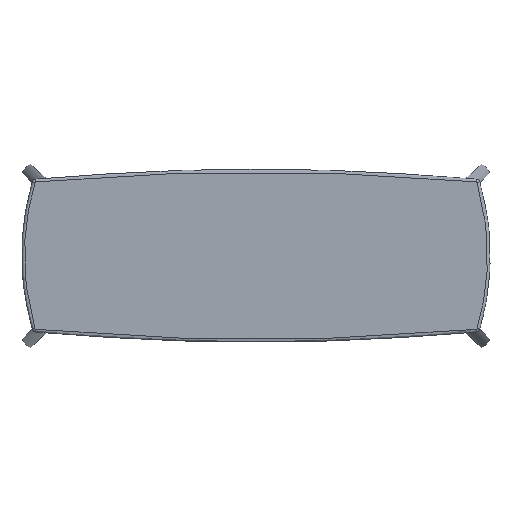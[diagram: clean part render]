
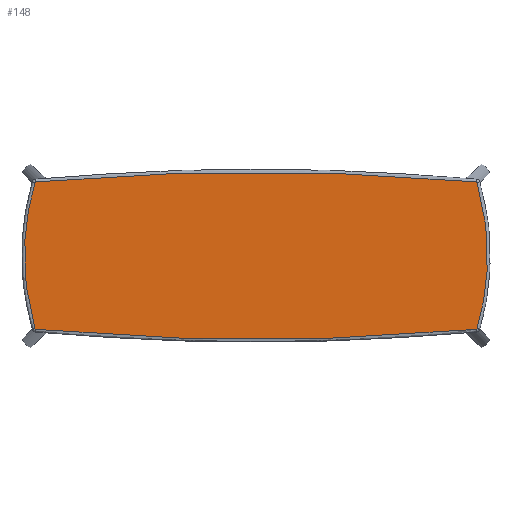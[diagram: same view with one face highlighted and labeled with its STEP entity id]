
A CAD part, top view. The second image highlights one B-rep face of the part: STEP entity #148.
In plain terms, the highlighted planar face has unit normal (0, 0, 1).
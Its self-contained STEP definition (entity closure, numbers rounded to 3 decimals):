
#148=ADVANCED_FACE('',(#266),#1498,.T.);
#266=FACE_OUTER_BOUND('',#384,.T.);
#384=EDGE_LOOP('',(#841,#842,#843,#844,#845,#846,#847,#848));
#841=ORIENTED_EDGE('',*,*,#1119,.T.);
#842=ORIENTED_EDGE('',*,*,#1106,.F.);
#843=ORIENTED_EDGE('',*,*,#1121,.F.);
#844=ORIENTED_EDGE('',*,*,#1108,.F.);
#845=ORIENTED_EDGE('',*,*,#1124,.T.);
#846=ORIENTED_EDGE('',*,*,#1110,.F.);
#847=ORIENTED_EDGE('',*,*,#1116,.F.);
#848=ORIENTED_EDGE('',*,*,#1113,.F.);
#1106=EDGE_CURVE('',#1372,#1366,#1210,.T.);
#1108=EDGE_CURVE('',#1369,#1371,#1212,.T.);
#1110=EDGE_CURVE('',#1368,#1370,#1214,.T.);
#1113=EDGE_CURVE('',#1365,#1367,#1217,.T.);
#1116=EDGE_CURVE('',#1367,#1368,#1220,.T.);
#1119=EDGE_CURVE('',#1365,#1366,#1223,.T.);
#1121=EDGE_CURVE('',#1371,#1372,#1225,.T.);
#1124=EDGE_CURVE('',#1369,#1370,#1228,.T.);
#1210=(
BOUNDED_CURVE()
B_SPLINE_CURVE(3,(#3046,#3047,#3048,#3049),.UNSPECIFIED.,.F.,.F.)
B_SPLINE_CURVE_WITH_KNOTS((4,4),(0.,969.507),
 .UNSPECIFIED.)
CURVE()
GEOMETRIC_REPRESENTATION_ITEM()
RATIONAL_B_SPLINE_CURVE((1.,1.,1.,1.))
REPRESENTATION_ITEM('')
);
#1212=(
BOUNDED_CURVE()
B_SPLINE_CURVE(3,(#3053,#3054,#3055,#3056,#3057),.UNSPECIFIED.,.F.,.F.)
B_SPLINE_CURVE_WITH_KNOTS((4,1,4),(0.,162.81,
325.621),.UNSPECIFIED.)
CURVE()
GEOMETRIC_REPRESENTATION_ITEM()
RATIONAL_B_SPLINE_CURVE((1.,1.,1.,1.,1.))
REPRESENTATION_ITEM('')
);
#1214=(
BOUNDED_CURVE()
B_SPLINE_CURVE(3,(#3061,#3062,#3063,#3064),.UNSPECIFIED.,.F.,.F.)
B_SPLINE_CURVE_WITH_KNOTS((4,4),(0.,969.507),
 .UNSPECIFIED.)
CURVE()
GEOMETRIC_REPRESENTATION_ITEM()
RATIONAL_B_SPLINE_CURVE((1.,1.,1.,1.))
REPRESENTATION_ITEM('')
);
#1217=(
BOUNDED_CURVE()
B_SPLINE_CURVE(3,(#3071,#3072,#3073,#3074,#3075),.UNSPECIFIED.,.F.,.F.)
B_SPLINE_CURVE_WITH_KNOTS((4,1,4),(0.,162.81,
325.621),.UNSPECIFIED.)
CURVE()
GEOMETRIC_REPRESENTATION_ITEM()
RATIONAL_B_SPLINE_CURVE((1.,1.,1.,1.,1.))
REPRESENTATION_ITEM('')
);
#1220=(
BOUNDED_CURVE()
B_SPLINE_CURVE(3,(#3083,#3084,#3085,#3086),.UNSPECIFIED.,.F.,.F.)
B_SPLINE_CURVE_WITH_KNOTS((4,4),(0.,2.387),.UNSPECIFIED.)
CURVE()
GEOMETRIC_REPRESENTATION_ITEM()
RATIONAL_B_SPLINE_CURVE((1.,1.,1.,1.))
REPRESENTATION_ITEM('')
);
#1223=(
BOUNDED_CURVE()
B_SPLINE_CURVE(3,(#3094,#3095,#3096,#3097),.UNSPECIFIED.,.F.,.F.)
B_SPLINE_CURVE_WITH_KNOTS((4,4),(0.,2.387),.UNSPECIFIED.)
CURVE()
GEOMETRIC_REPRESENTATION_ITEM()
RATIONAL_B_SPLINE_CURVE((1.,1.,1.,1.))
REPRESENTATION_ITEM('')
);
#1225=(
BOUNDED_CURVE()
B_SPLINE_CURVE(3,(#3102,#3103,#3104,#3105),.UNSPECIFIED.,.F.,.F.)
B_SPLINE_CURVE_WITH_KNOTS((4,4),(0.,2.387),
 .UNSPECIFIED.)
CURVE()
GEOMETRIC_REPRESENTATION_ITEM()
RATIONAL_B_SPLINE_CURVE((1.,1.,1.,1.))
REPRESENTATION_ITEM('')
);
#1228=(
BOUNDED_CURVE()
B_SPLINE_CURVE(3,(#3113,#3114,#3115,#3116),.UNSPECIFIED.,.F.,.F.)
B_SPLINE_CURVE_WITH_KNOTS((4,4),(0.,2.387),
 .UNSPECIFIED.)
CURVE()
GEOMETRIC_REPRESENTATION_ITEM()
RATIONAL_B_SPLINE_CURVE((1.,1.,1.,1.))
REPRESENTATION_ITEM('')
);
#1365=VERTEX_POINT('',#2935);
#1366=VERTEX_POINT('',#2936);
#1367=VERTEX_POINT('',#2937);
#1368=VERTEX_POINT('',#2938);
#1369=VERTEX_POINT('',#2939);
#1370=VERTEX_POINT('',#2940);
#1371=VERTEX_POINT('',#2941);
#1372=VERTEX_POINT('',#2942);
#1498=PLANE('',#1805);
#1805=AXIS2_PLACEMENT_3D('',#2816,#1883,$);
#1883=DIRECTION('',(0.,0.,1.));
#2816=CARTESIAN_POINT('',(-550.204,216.341,478.));
#2935=CARTESIAN_POINT('',(485.826,160.591,478.));
#2936=CARTESIAN_POINT('',(484.088,162.017,478.));
#2937=CARTESIAN_POINT('',(485.826,-160.591,478.));
#2938=CARTESIAN_POINT('',(484.088,-162.017,478.));
#2939=CARTESIAN_POINT('',(-485.826,-160.591,478.));
#2940=CARTESIAN_POINT('',(-484.088,-162.017,478.));
#2941=CARTESIAN_POINT('',(-485.826,160.591,478.));
#2942=CARTESIAN_POINT('',(-484.088,162.017,478.));
#3046=CARTESIAN_POINT('',(-484.088,162.017,478.));
#3047=CARTESIAN_POINT('',(-162.25,191.325,478.));
#3048=CARTESIAN_POINT('',(162.25,191.325,478.));
#3049=CARTESIAN_POINT('',(484.088,162.017,478.));
#3053=CARTESIAN_POINT('',(-485.826,-160.591,478.));
#3054=CARTESIAN_POINT('',(-501.183,-108.538,478.));
#3055=CARTESIAN_POINT('',(-516.824,0.,478.));
#3056=CARTESIAN_POINT('',(-501.183,108.538,478.));
#3057=CARTESIAN_POINT('',(-485.826,160.591,478.));
#3061=CARTESIAN_POINT('',(484.088,-162.017,478.));
#3062=CARTESIAN_POINT('',(162.25,-191.325,478.));
#3063=CARTESIAN_POINT('',(-162.25,-191.325,478.));
#3064=CARTESIAN_POINT('',(-484.088,-162.017,478.));
#3071=CARTESIAN_POINT('',(485.826,160.591,478.));
#3072=CARTESIAN_POINT('',(501.183,108.538,478.));
#3073=CARTESIAN_POINT('',(516.824,0.,478.));
#3074=CARTESIAN_POINT('',(501.183,-108.538,478.));
#3075=CARTESIAN_POINT('',(485.826,-160.591,478.));
#3083=CARTESIAN_POINT('',(485.826,-160.591,478.));
#3084=CARTESIAN_POINT('',(485.609,-161.362,478.));
#3085=CARTESIAN_POINT('',(484.887,-161.954,478.));
#3086=CARTESIAN_POINT('',(484.088,-162.017,478.));
#3094=CARTESIAN_POINT('',(485.826,160.591,478.));
#3095=CARTESIAN_POINT('',(485.609,161.362,478.));
#3096=CARTESIAN_POINT('',(484.887,161.954,478.));
#3097=CARTESIAN_POINT('',(484.088,162.017,478.));
#3102=CARTESIAN_POINT('',(-485.826,160.591,478.));
#3103=CARTESIAN_POINT('',(-485.609,161.362,478.));
#3104=CARTESIAN_POINT('',(-484.887,161.954,478.));
#3105=CARTESIAN_POINT('',(-484.088,162.017,478.));
#3113=CARTESIAN_POINT('',(-485.826,-160.591,478.));
#3114=CARTESIAN_POINT('',(-485.609,-161.362,478.));
#3115=CARTESIAN_POINT('',(-484.887,-161.954,478.));
#3116=CARTESIAN_POINT('',(-484.088,-162.017,478.));
